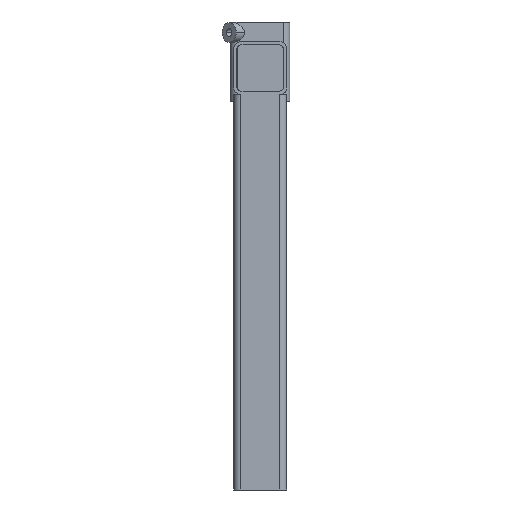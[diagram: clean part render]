
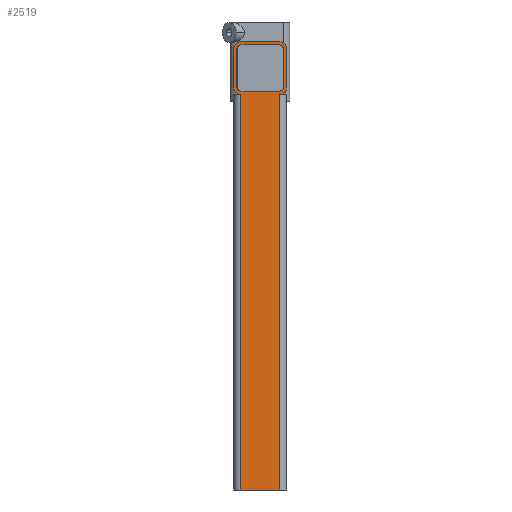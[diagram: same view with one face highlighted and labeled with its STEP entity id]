
A CAD part, left-side view. The second image highlights one B-rep face of the part: STEP entity #2519.
In plain terms, the highlighted planar face has unit normal (-1, 0, 0).
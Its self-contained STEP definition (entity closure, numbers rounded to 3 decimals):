
#113 = VECTOR ( 'NONE', #2278, 1000. ) ;
#117 = EDGE_CURVE ( 'NONE', #602, #1242, #2050, .T. ) ;
#121 = LINE ( 'NONE', #1318, #3546 ) ;
#123 = CIRCLE ( 'NONE', #2225, 5. ) ;
#129 = VERTEX_POINT ( 'NONE', #2476 ) ;
#150 = CARTESIAN_POINT ( 'NONE',  ( -93., 9.5, 17. ) ) ;
#155 = DIRECTION ( 'NONE',  ( 0., 0., -1. ) ) ;
#176 = EDGE_LOOP ( 'NONE', ( #2154, #246, #2034, #1800, #1255, #1984, #2211, #3346, #2373, #422 ) ) ;
#179 = LINE ( 'NONE', #3561, #2758 ) ;
#184 = VERTEX_POINT ( 'NONE', #2865 ) ;
#202 = DIRECTION ( 'NONE',  ( -1., 0., 0. ) ) ;
#214 = DIRECTION ( 'NONE',  ( 0., 0., -1. ) ) ;
#241 = DIRECTION ( 'NONE',  ( -1., 0., 0. ) ) ;
#246 = ORIENTED_EDGE ( 'NONE', *, *, #1055, .T. ) ;
#259 = CARTESIAN_POINT ( 'NONE',  ( -93., 35.5, 53. ) ) ;
#280 = ORIENTED_EDGE ( 'NONE', *, *, #3025, .F. ) ;
#306 = DIRECTION ( 'NONE',  ( -1., 0., 0. ) ) ;
#307 = EDGE_CURVE ( 'NONE', #1816, #184, #414, .T. ) ;
#310 = EDGE_CURVE ( 'NONE', #743, #829, #3131, .T. ) ;
#330 = DIRECTION ( 'NONE',  ( 0., 1., 0. ) ) ;
#331 = VERTEX_POINT ( 'NONE', #3517 ) ;
#342 = EDGE_CURVE ( 'NONE', #184, #829, #121, .T. ) ;
#360 = LINE ( 'NONE', #2320, #1326 ) ;
#368 = EDGE_LOOP ( 'NONE', ( #547, #280, #1421, #2443, #2659, #3062, #888, #2361 ) ) ;
#375 = CARTESIAN_POINT ( 'NONE',  ( -93., 9.5, 17. ) ) ;
#382 = CARTESIAN_POINT ( 'NONE',  ( -93., 7.5, 55. ) ) ;
#400 = CARTESIAN_POINT ( 'NONE',  ( -93., 9.5, 48. ) ) ;
#414 = LINE ( 'NONE', #2768, #1469 ) ;
#422 = ORIENTED_EDGE ( 'NONE', *, *, #1173, .T. ) ;
#439 = VERTEX_POINT ( 'NONE', #3438 ) ;
#466 = CIRCLE ( 'NONE', #3007, 5. ) ;
#476 = FACE_BOUND ( 'NONE', #368, .T. ) ;
#484 = VERTEX_POINT ( 'NONE', #1100 ) ;
#493 = VERTEX_POINT ( 'NONE', #2787 ) ;
#525 = DIRECTION ( 'NONE',  ( -1., 0., 0. ) ) ;
#532 = CIRCLE ( 'NONE', #1873, 5. ) ;
#547 = ORIENTED_EDGE ( 'NONE', *, *, #3551, .F. ) ;
#570 = CIRCLE ( 'NONE', #3288, 5. ) ;
#573 = LINE ( 'NONE', #3424, #2410 ) ;
#598 = DIRECTION ( 'NONE',  ( 0., 0., 1. ) ) ;
#602 = VERTEX_POINT ( 'NONE', #1212 ) ;
#621 = DIRECTION ( 'NONE',  ( 0., 0., -1. ) ) ;
#693 = DIRECTION ( 'NONE',  ( 0., 0., 1. ) ) ;
#726 = FACE_OUTER_BOUND ( 'NONE', #176, .T. ) ;
#737 = LINE ( 'NONE', #2380, #1921 ) ;
#743 = VERTEX_POINT ( 'NONE', #3320 ) ;
#829 = VERTEX_POINT ( 'NONE', #3413 ) ;
#866 = DIRECTION ( 'NONE',  ( 0., -1., 0. ) ) ;
#888 = ORIENTED_EDGE ( 'NONE', *, *, #1674, .F. ) ;
#906 = CARTESIAN_POINT ( 'NONE',  ( -93., 42.5, 50. ) ) ;
#952 = DIRECTION ( 'NONE',  ( 0., 0., -1. ) ) ;
#960 = EDGE_CURVE ( 'NONE', #484, #439, #570, .T. ) ;
#970 = DIRECTION ( 'NONE',  ( 0., 0., 1. ) ) ;
#1010 = CARTESIAN_POINT ( 'NONE',  ( -93., 42.5, 50. ) ) ;
#1055 = EDGE_CURVE ( 'NONE', #3055, #743, #1188, .T. ) ;
#1100 = CARTESIAN_POINT ( 'NONE',  ( -93., 4.5, 48. ) ) ;
#1101 = CIRCLE ( 'NONE', #3294, 5. ) ;
#1173 = EDGE_CURVE ( 'NONE', #3430, #493, #179, .T. ) ;
#1177 = CARTESIAN_POINT ( 'NONE',  ( -93., 4.5, 22. ) ) ;
#1188 = LINE ( 'NONE', #906, #3588 ) ;
#1212 = CARTESIAN_POINT ( 'NONE',  ( -93., 7.5, 15. ) ) ;
#1242 = VERTEX_POINT ( 'NONE', #1936 ) ;
#1255 = ORIENTED_EDGE ( 'NONE', *, *, #307, .F. ) ;
#1262 = CARTESIAN_POINT ( 'NONE',  ( -93., 4.5, 22. ) ) ;
#1318 = CARTESIAN_POINT ( 'NONE',  ( -93., 37.5, -285. ) ) ;
#1326 = VECTOR ( 'NONE', #598, 1000. ) ;
#1343 = DIRECTION ( 'NONE',  ( 0., 0., -1. ) ) ;
#1365 = CARTESIAN_POINT ( 'NONE',  ( -93., 7.5, 20. ) ) ;
#1421 = ORIENTED_EDGE ( 'NONE', *, *, #960, .F. ) ;
#1469 = VECTOR ( 'NONE', #1532, 1000. ) ;
#1532 = DIRECTION ( 'NONE',  ( 0., 1., 0. ) ) ;
#1629 = CARTESIAN_POINT ( 'NONE',  ( -93., 35.5, 48. ) ) ;
#1634 = EDGE_CURVE ( 'NONE', #129, #331, #737, .T. ) ;
#1641 = CARTESIAN_POINT ( 'NONE',  ( -93., 35.5, 22. ) ) ;
#1674 = EDGE_CURVE ( 'NONE', #331, #2622, #1101, .T. ) ;
#1758 = VECTOR ( 'NONE', #970, 1000. ) ;
#1800 = ORIENTED_EDGE ( 'NONE', *, *, #342, .F. ) ;
#1816 = VERTEX_POINT ( 'NONE', #2255 ) ;
#1841 = EDGE_CURVE ( 'NONE', #2518, #484, #2882, .T. ) ;
#1873 = AXIS2_PLACEMENT_3D ( 'NONE', #2935, #3181, #952 ) ;
#1905 = DIRECTION ( 'NONE',  ( 0., 0., -1. ) ) ;
#1906 = DIRECTION ( 'NONE',  ( 0., 0., 1. ) ) ;
#1921 = VECTOR ( 'NONE', #155, 1000. ) ;
#1936 = CARTESIAN_POINT ( 'NONE',  ( -93., 2.5, 20. ) ) ;
#1984 = ORIENTED_EDGE ( 'NONE', *, *, #2789, .T. ) ;
#2018 = VERTEX_POINT ( 'NONE', #150 ) ;
#2034 = ORIENTED_EDGE ( 'NONE', *, *, #310, .T. ) ;
#2050 = CIRCLE ( 'NONE', #2591, 5. ) ;
#2056 = CARTESIAN_POINT ( 'NONE',  ( -93., 2.5, 50. ) ) ;
#2071 = VERTEX_POINT ( 'NONE', #259 ) ;
#2125 = PLANE ( 'NONE',  #3335 ) ;
#2140 = DIRECTION ( 'NONE',  ( 0., 0., -1. ) ) ;
#2154 = ORIENTED_EDGE ( 'NONE', *, *, #3147, .T. ) ;
#2187 = DIRECTION ( 'NONE',  ( 0., 0., -1. ) ) ;
#2211 = ORIENTED_EDGE ( 'NONE', *, *, #117, .T. ) ;
#2225 = AXIS2_PLACEMENT_3D ( 'NONE', #1629, #2442, #214 ) ;
#2255 = CARTESIAN_POINT ( 'NONE',  ( -93., 7.5, -285. ) ) ;
#2278 = DIRECTION ( 'NONE',  ( 0., 0., 1. ) ) ;
#2307 = DIRECTION ( 'NONE',  ( 0., 0., -1. ) ) ;
#2320 = CARTESIAN_POINT ( 'NONE',  ( -93., 7.5, -285. ) ) ;
#2348 = AXIS2_PLACEMENT_3D ( 'NONE', #2839, #306, #621 ) ;
#2361 = ORIENTED_EDGE ( 'NONE', *, *, #1634, .F. ) ;
#2372 = LINE ( 'NONE', #2056, #1758 ) ;
#2373 = ORIENTED_EDGE ( 'NONE', *, *, #3328, .T. ) ;
#2380 = CARTESIAN_POINT ( 'NONE',  ( -93., 40.5, 22. ) ) ;
#2406 = CARTESIAN_POINT ( 'NONE',  ( -93., 37.5, 50. ) ) ;
#2410 = VECTOR ( 'NONE', #330, 1000. ) ;
#2442 = DIRECTION ( 'NONE',  ( -1., 0., 0. ) ) ;
#2443 = ORIENTED_EDGE ( 'NONE', *, *, #1841, .F. ) ;
#2476 = CARTESIAN_POINT ( 'NONE',  ( -93., 40.5, 48. ) ) ;
#2518 = VERTEX_POINT ( 'NONE', #1262 ) ;
#2519 = ADVANCED_FACE ( 'NONE', ( #726, #476 ), #2125, .F. ) ;
#2570 = LINE ( 'NONE', #375, #3284 ) ;
#2591 = AXIS2_PLACEMENT_3D ( 'NONE', #1365, #525, #2187 ) ;
#2598 = DIRECTION ( 'NONE',  ( -1., 0., 0. ) ) ;
#2622 = VERTEX_POINT ( 'NONE', #2814 ) ;
#2659 = ORIENTED_EDGE ( 'NONE', *, *, #3293, .F. ) ;
#2722 = VERTEX_POINT ( 'NONE', #2781 ) ;
#2758 = VECTOR ( 'NONE', #2970, 1000. ) ;
#2768 = CARTESIAN_POINT ( 'NONE',  ( -93., 37.5, -285. ) ) ;
#2774 = EDGE_CURVE ( 'NONE', #2622, #2018, #2570, .T. ) ;
#2781 = CARTESIAN_POINT ( 'NONE',  ( -93., 2.5, 50. ) ) ;
#2787 = CARTESIAN_POINT ( 'NONE',  ( -93., 37.5, 55. ) ) ;
#2789 = EDGE_CURVE ( 'NONE', #1816, #602, #360, .T. ) ;
#2814 = CARTESIAN_POINT ( 'NONE',  ( -93., 35.5, 17. ) ) ;
#2839 = CARTESIAN_POINT ( 'NONE',  ( -93., 9.5, 22. ) ) ;
#2865 = CARTESIAN_POINT ( 'NONE',  ( -93., 37.5, -285. ) ) ;
#2882 = LINE ( 'NONE', #1177, #113 ) ;
#2933 = DIRECTION ( 'NONE',  ( 1., 0., 0. ) ) ;
#2935 = CARTESIAN_POINT ( 'NONE',  ( -93., 7.5, 50. ) ) ;
#2970 = DIRECTION ( 'NONE',  ( 0., 1., 0. ) ) ;
#3007 = AXIS2_PLACEMENT_3D ( 'NONE', #3308, #202, #1905 ) ;
#3016 = AXIS2_PLACEMENT_3D ( 'NONE', #3243, #241, #3624 ) ;
#3025 = EDGE_CURVE ( 'NONE', #439, #2071, #573, .T. ) ;
#3035 = DIRECTION ( 'NONE',  ( -1., 0., 0. ) ) ;
#3055 = VERTEX_POINT ( 'NONE', #1010 ) ;
#3062 = ORIENTED_EDGE ( 'NONE', *, *, #2774, .F. ) ;
#3131 = CIRCLE ( 'NONE', #3016, 5. ) ;
#3147 = EDGE_CURVE ( 'NONE', #493, #3055, #466, .T. ) ;
#3181 = DIRECTION ( 'NONE',  ( -1., 0., 0. ) ) ;
#3243 = CARTESIAN_POINT ( 'NONE',  ( -93., 37.5, 20. ) ) ;
#3284 = VECTOR ( 'NONE', #866, 1000. ) ;
#3288 = AXIS2_PLACEMENT_3D ( 'NONE', #400, #2598, #693 ) ;
#3293 = EDGE_CURVE ( 'NONE', #2018, #2518, #3360, .T. ) ;
#3294 = AXIS2_PLACEMENT_3D ( 'NONE', #1641, #3035, #1343 ) ;
#3308 = CARTESIAN_POINT ( 'NONE',  ( -93., 37.5, 50. ) ) ;
#3320 = CARTESIAN_POINT ( 'NONE',  ( -93., 42.5, 20. ) ) ;
#3328 = EDGE_CURVE ( 'NONE', #2722, #3430, #532, .T. ) ;
#3335 = AXIS2_PLACEMENT_3D ( 'NONE', #2406, #2933, #2140 ) ;
#3346 = ORIENTED_EDGE ( 'NONE', *, *, #3433, .T. ) ;
#3360 = CIRCLE ( 'NONE', #2348, 5. ) ;
#3413 = CARTESIAN_POINT ( 'NONE',  ( -93., 37.5, 15. ) ) ;
#3424 = CARTESIAN_POINT ( 'NONE',  ( -93., 9.5, 53. ) ) ;
#3430 = VERTEX_POINT ( 'NONE', #382 ) ;
#3433 = EDGE_CURVE ( 'NONE', #1242, #2722, #2372, .T. ) ;
#3438 = CARTESIAN_POINT ( 'NONE',  ( -93., 9.5, 53. ) ) ;
#3517 = CARTESIAN_POINT ( 'NONE',  ( -93., 40.5, 22. ) ) ;
#3546 = VECTOR ( 'NONE', #1906, 1000. ) ;
#3551 = EDGE_CURVE ( 'NONE', #2071, #129, #123, .T. ) ;
#3561 = CARTESIAN_POINT ( 'NONE',  ( -93., 37.5, 55. ) ) ;
#3588 = VECTOR ( 'NONE', #2307, 1000. ) ;
#3624 = DIRECTION ( 'NONE',  ( 0., 0., 1. ) ) ;
